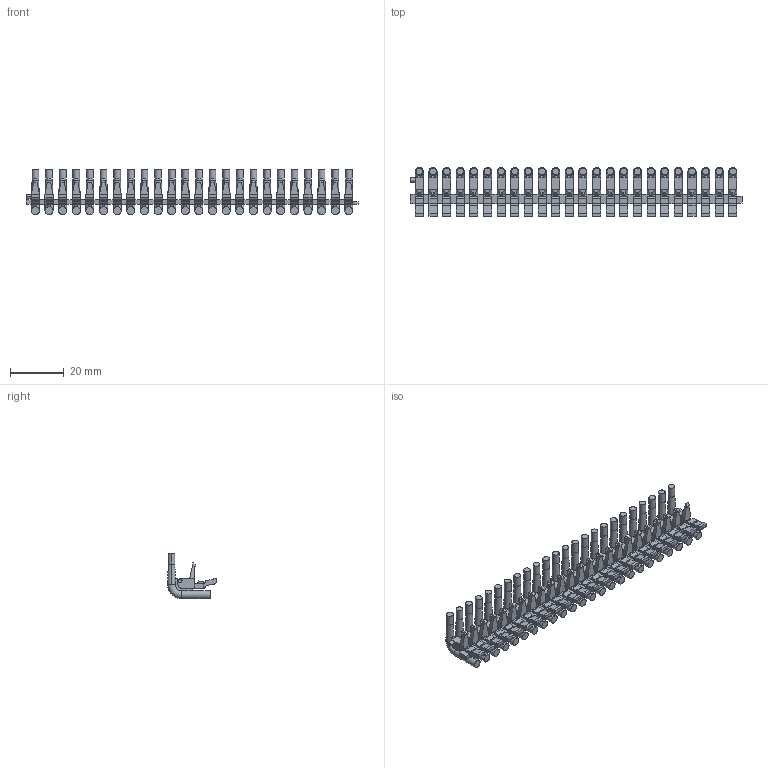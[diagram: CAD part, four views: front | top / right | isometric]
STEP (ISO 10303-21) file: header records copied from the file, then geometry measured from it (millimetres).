
FILE_DESCRIPTION(('CATIA V5 STEP Exchange','CAx-IF Rec.Pracs.--- Model Styling and Organization---1.2---2011-12-15'),'2;1');
FILE_NAME ('D1454001_0_1636680000_1636680000.stp','2018-11-15T11:11:12+00:00',('none'),('Weidmueller'),'CATIA Version 5-6 Release 2014','CATIA V5 STEP AP214','none');
FILE_SCHEMA(('AUTOMOTIVE_DESIGN { 1 0 10303 214 1 1 1 1 }'));
Length unit declared in the file: millimetre
Products named in the file (1): 1636680000
Bounding box: 123.74 x 18.25 x 16.9 mm (x, y, z)
Volume: 7979.1 mm3; surface area: 12035.6 mm2
Topology: 1 solids, 1 shells, 1331 faces, 3913 edges, 2584 vertices
Faces by surface type: plane 823, cylinder 388, cone 72, torus 48
Entity records: 38595 total; most frequent: ORIENTED_EDGE 7826, CARTESIAN_POINT 7697, DIRECTION 4319, EDGE_CURVE 3913, VERTEX_POINT 2584, VECTOR 2537, LINE 2537, AXIS2_PLACEMENT_3D 1448
